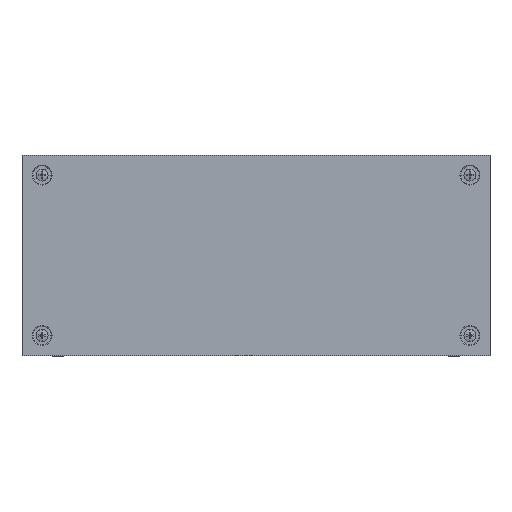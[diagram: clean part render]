
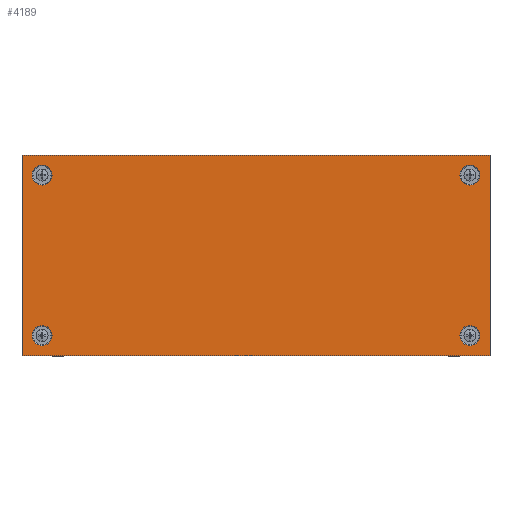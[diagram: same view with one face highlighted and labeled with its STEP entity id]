
A CAD part, top view. The second image highlights one B-rep face of the part: STEP entity #4189.
In plain terms, the highlighted planar face has unit normal (0, 0, 1).
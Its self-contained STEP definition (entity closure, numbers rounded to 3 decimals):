
#149 = EDGE_CURVE ( 'NONE', #16662, #2564, #13867, .T. ) ;
#377 = EDGE_CURVE ( 'NONE', #11558, #2642, #13722, .T. ) ;
#801 = AXIS2_PLACEMENT_3D ( 'NONE', #22190, #18362, #3073 ) ;
#823 = FACE_OUTER_BOUND ( 'NONE', #21682, .T. ) ;
#843 = ORIENTED_EDGE ( 'NONE', *, *, #13339, .T. ) ;
#1293 = ORIENTED_EDGE ( 'NONE', *, *, #2847, .F. ) ;
#1337 = EDGE_CURVE ( 'NONE', #8589, #8836, #16175, .T. ) ;
#1519 = CARTESIAN_POINT ( 'NONE',  ( 7.5, 135., 0. ) ) ;
#1809 = EDGE_CURVE ( 'NONE', #4918, #16521, #11523, .T. ) ;
#2149 = CARTESIAN_POINT ( 'NONE',  ( 327.5, 15., 0. ) ) ;
#2451 = ORIENTED_EDGE ( 'NONE', *, *, #1809, .F. ) ;
#2467 = AXIS2_PLACEMENT_3D ( 'NONE', #4232, #17958, #7750 ) ;
#2564 = VERTEX_POINT ( 'NONE', #15198 ) ;
#2592 = DIRECTION ( 'NONE',  ( 1., 0., 0. ) ) ;
#2642 = VERTEX_POINT ( 'NONE', #4091 ) ;
#2742 = DIRECTION ( 'NONE',  ( 0., 1., 0. ) ) ;
#2847 = EDGE_CURVE ( 'NONE', #9698, #3525, #3125, .T. ) ;
#3073 = DIRECTION ( 'NONE',  ( 1., 0., 0. ) ) ;
#3125 = CIRCLE ( 'NONE', #20014, 7.5 ) ;
#3292 = EDGE_CURVE ( 'NONE', #16521, #4918, #4056, .T. ) ;
#3525 = VERTEX_POINT ( 'NONE', #2149 ) ;
#3605 = ORIENTED_EDGE ( 'NONE', *, *, #1337, .F. ) ;
#3708 = EDGE_LOOP ( 'NONE', ( #13411, #3605 ) ) ;
#3743 = VERTEX_POINT ( 'NONE', #6441 ) ;
#3869 = CARTESIAN_POINT ( 'NONE',  ( 0., 0., 0. ) ) ;
#4013 = AXIS2_PLACEMENT_3D ( 'NONE', #8463, #8581, #21989 ) ;
#4056 = CIRCLE ( 'NONE', #14089, 7.5 ) ;
#4091 = CARTESIAN_POINT ( 'NONE',  ( 342.5, 135., 0. ) ) ;
#4189 = ADVANCED_FACE ( 'NONE', ( #13089, #21589, #6158, #19544, #823 ), #8066, .F. ) ;
#4232 = CARTESIAN_POINT ( 'NONE',  ( 0., 0., 0. ) ) ;
#4273 = DIRECTION ( 'NONE',  ( 0., 0., 1. ) ) ;
#4756 = AXIS2_PLACEMENT_3D ( 'NONE', #11644, #6650, #17158 ) ;
#4897 = ORIENTED_EDGE ( 'NONE', *, *, #3292, .F. ) ;
#4918 = VERTEX_POINT ( 'NONE', #21262 ) ;
#4919 = CARTESIAN_POINT ( 'NONE',  ( 0., 150., 0. ) ) ;
#5138 = EDGE_CURVE ( 'NONE', #3743, #16662, #16925, .T. ) ;
#5227 = DIRECTION ( 'NONE',  ( 1., 0., 0. ) ) ;
#5732 = DIRECTION ( 'NONE',  ( 1., 0., 0. ) ) ;
#5838 = EDGE_CURVE ( 'NONE', #8836, #8589, #17703, .T. ) ;
#6073 = AXIS2_PLACEMENT_3D ( 'NONE', #12207, #10971, #5732 ) ;
#6158 = FACE_BOUND ( 'NONE', #3708, .T. ) ;
#6441 = CARTESIAN_POINT ( 'NONE',  ( 350., 150., 0. ) ) ;
#6522 = DIRECTION ( 'NONE',  ( -1., 0., 0. ) ) ;
#6553 = AXIS2_PLACEMENT_3D ( 'NONE', #11114, #21410, #2592 ) ;
#6650 = DIRECTION ( 'NONE',  ( 0., 0., 1. ) ) ;
#6763 = VERTEX_POINT ( 'NONE', #19331 ) ;
#6929 = DIRECTION ( 'NONE',  ( 1., 0., 0. ) ) ;
#6964 = CARTESIAN_POINT ( 'NONE',  ( 0., 150., 0. ) ) ;
#7162 = CARTESIAN_POINT ( 'NONE',  ( 15., 135., 0. ) ) ;
#7233 = ORIENTED_EDGE ( 'NONE', *, *, #15480, .F. ) ;
#7406 = ORIENTED_EDGE ( 'NONE', *, *, #14276, .T. ) ;
#7746 = CARTESIAN_POINT ( 'NONE',  ( 342.5, 15., 0. ) ) ;
#7750 = DIRECTION ( 'NONE',  ( -1., 0., 0. ) ) ;
#7783 = EDGE_LOOP ( 'NONE', ( #1293, #12423 ) ) ;
#8066 = PLANE ( 'NONE',  #2467 ) ;
#8106 = DIRECTION ( 'NONE',  ( 1., 0., 0. ) ) ;
#8463 = CARTESIAN_POINT ( 'NONE',  ( 335., 135., 0. ) ) ;
#8581 = DIRECTION ( 'NONE',  ( 0., 0., 1. ) ) ;
#8588 = CARTESIAN_POINT ( 'NONE',  ( 0., 0., 0. ) ) ;
#8589 = VERTEX_POINT ( 'NONE', #1519 ) ;
#8836 = VERTEX_POINT ( 'NONE', #11742 ) ;
#9624 = EDGE_LOOP ( 'NONE', ( #7233, #9766 ) ) ;
#9698 = VERTEX_POINT ( 'NONE', #7746 ) ;
#9766 = ORIENTED_EDGE ( 'NONE', *, *, #377, .F. ) ;
#9995 = CIRCLE ( 'NONE', #6073, 7.5 ) ;
#10551 = EDGE_LOOP ( 'NONE', ( #4897, #2451 ) ) ;
#10971 = DIRECTION ( 'NONE',  ( 0., 0., 1. ) ) ;
#11114 = CARTESIAN_POINT ( 'NONE',  ( 15., 15., 0. ) ) ;
#11355 = ORIENTED_EDGE ( 'NONE', *, *, #149, .T. ) ;
#11523 = CIRCLE ( 'NONE', #6553, 7.5 ) ;
#11558 = VERTEX_POINT ( 'NONE', #19955 ) ;
#11644 = CARTESIAN_POINT ( 'NONE',  ( 335., 135., 0. ) ) ;
#11742 = CARTESIAN_POINT ( 'NONE',  ( 22.5, 135., 0. ) ) ;
#12207 = CARTESIAN_POINT ( 'NONE',  ( 335., 15., 0. ) ) ;
#12423 = ORIENTED_EDGE ( 'NONE', *, *, #12654, .F. ) ;
#12654 = EDGE_CURVE ( 'NONE', #3525, #9698, #9995, .T. ) ;
#13089 = FACE_BOUND ( 'NONE', #7783, .T. ) ;
#13209 = CARTESIAN_POINT ( 'NONE',  ( 22.5, 15., 0. ) ) ;
#13339 = EDGE_CURVE ( 'NONE', #6763, #3743, #14404, .T. ) ;
#13411 = ORIENTED_EDGE ( 'NONE', *, *, #5838, .F. ) ;
#13570 = ORIENTED_EDGE ( 'NONE', *, *, #5138, .T. ) ;
#13634 = LINE ( 'NONE', #8588, #20203 ) ;
#13722 = CIRCLE ( 'NONE', #4013, 7.5 ) ;
#13867 = LINE ( 'NONE', #3869, #18280 ) ;
#13964 = DIRECTION ( 'NONE',  ( 0., 0., 1. ) ) ;
#14089 = AXIS2_PLACEMENT_3D ( 'NONE', #17615, #17735, #19446 ) ;
#14276 = EDGE_CURVE ( 'NONE', #2564, #6763, #13634, .T. ) ;
#14404 = LINE ( 'NONE', #21332, #17580 ) ;
#15198 = CARTESIAN_POINT ( 'NONE',  ( 0., 0., 0. ) ) ;
#15480 = EDGE_CURVE ( 'NONE', #2642, #11558, #17294, .T. ) ;
#16175 = CIRCLE ( 'NONE', #20182, 7.5 ) ;
#16521 = VERTEX_POINT ( 'NONE', #13209 ) ;
#16662 = VERTEX_POINT ( 'NONE', #4919 ) ;
#16925 = LINE ( 'NONE', #6964, #20069 ) ;
#17158 = DIRECTION ( 'NONE',  ( 1., 0., 0. ) ) ;
#17294 = CIRCLE ( 'NONE', #4756, 7.5 ) ;
#17580 = VECTOR ( 'NONE', #2742, 1000. ) ;
#17615 = CARTESIAN_POINT ( 'NONE',  ( 15., 15., 0. ) ) ;
#17703 = CIRCLE ( 'NONE', #801, 7.5 ) ;
#17735 = DIRECTION ( 'NONE',  ( 0., 0., 1. ) ) ;
#17958 = DIRECTION ( 'NONE',  ( 0., 0., -1. ) ) ;
#18280 = VECTOR ( 'NONE', #20801, 1000. ) ;
#18362 = DIRECTION ( 'NONE',  ( 0., 0., 1. ) ) ;
#19331 = CARTESIAN_POINT ( 'NONE',  ( 350., 0., 0. ) ) ;
#19446 = DIRECTION ( 'NONE',  ( 1., 0., 0. ) ) ;
#19544 = FACE_BOUND ( 'NONE', #10551, .T. ) ;
#19955 = CARTESIAN_POINT ( 'NONE',  ( 327.5, 135., 0. ) ) ;
#20014 = AXIS2_PLACEMENT_3D ( 'NONE', #21405, #4273, #8106 ) ;
#20069 = VECTOR ( 'NONE', #6522, 1000. ) ;
#20182 = AXIS2_PLACEMENT_3D ( 'NONE', #7162, #13964, #5227 ) ;
#20203 = VECTOR ( 'NONE', #6929, 1000. ) ;
#20801 = DIRECTION ( 'NONE',  ( 0., -1., 0. ) ) ;
#21262 = CARTESIAN_POINT ( 'NONE',  ( 7.5, 15., 0. ) ) ;
#21332 = CARTESIAN_POINT ( 'NONE',  ( 350., 0., 0. ) ) ;
#21405 = CARTESIAN_POINT ( 'NONE',  ( 335., 15., 0. ) ) ;
#21410 = DIRECTION ( 'NONE',  ( 0., 0., 1. ) ) ;
#21589 = FACE_BOUND ( 'NONE', #9624, .T. ) ;
#21682 = EDGE_LOOP ( 'NONE', ( #843, #13570, #11355, #7406 ) ) ;
#21989 = DIRECTION ( 'NONE',  ( 1., 0., 0. ) ) ;
#22190 = CARTESIAN_POINT ( 'NONE',  ( 15., 135., 0. ) ) ;
